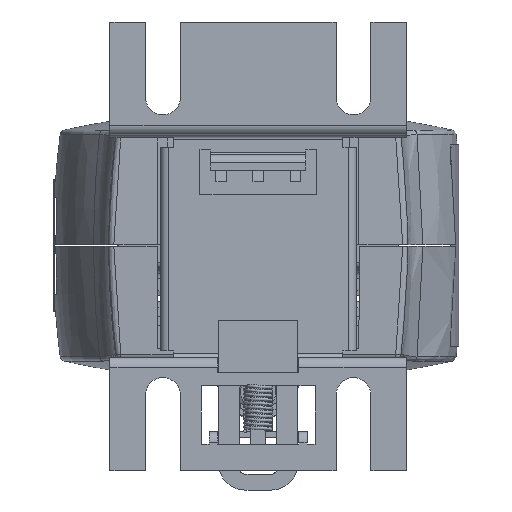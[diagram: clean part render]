
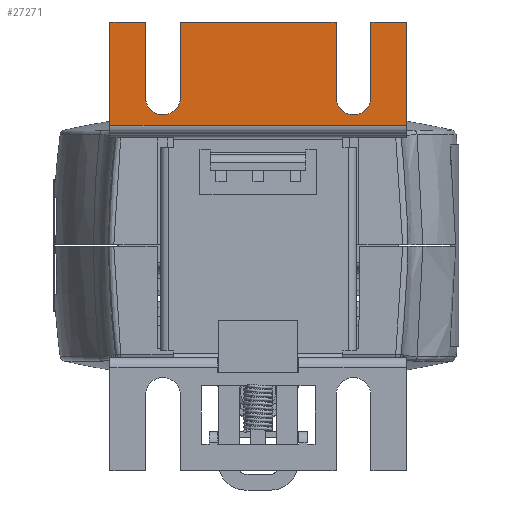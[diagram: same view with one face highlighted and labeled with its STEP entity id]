
A CAD part, front view. The second image highlights one B-rep face of the part: STEP entity #27271.
In plain terms, the highlighted planar face has unit normal (0, -1, 0).
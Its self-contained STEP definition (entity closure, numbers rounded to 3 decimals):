
#15602 = FACE_OUTER_BOUND ( 'NONE', #58213, .T. ) ;
#15744 = PLANE ( 'NONE',  #100340 ) ;
#15750 = CARTESIAN_POINT ( 'NONE',  ( -18., -44.024, -33.018 ) ) ;
#15786 = DIRECTION ( 'NONE',  ( 0., 1., 0. ) ) ;
#15805 = DIRECTION ( 'NONE',  ( 0., 0., 1. ) ) ;
#27271 = ADVANCED_FACE ( 'NONE', ( #15602 ), #15744, .F. ) ;
#43713 = AXIS2_PLACEMENT_3D ( 'NONE', #77501, #77521, #77523 ) ;
#43714 = AXIS2_PLACEMENT_3D ( 'NONE', #77487, #77465, #77537 ) ;
#46853 = CARTESIAN_POINT ( 'NONE',  ( 28., -44.024, 22.695 ) ) ;
#46896 = CARTESIAN_POINT ( 'NONE',  ( 21.3, -44.024, 27.982 ) ) ;
#46916 = CARTESIAN_POINT ( 'NONE',  ( -28., -44.024, 22.695 ) ) ;
#46946 = CARTESIAN_POINT ( 'NONE',  ( -28., -44.024, 42.232 ) ) ;
#46947 = CARTESIAN_POINT ( 'NONE',  ( -14.7, -44.024, 27.982 ) ) ;
#46982 = CARTESIAN_POINT ( 'NONE',  ( 14.7, -44.024, 42.232 ) ) ;
#46996 = CARTESIAN_POINT ( 'NONE',  ( -21.3, -44.024, 42.232 ) ) ;
#49608 = CARTESIAN_POINT ( 'NONE',  ( -14.7, -44.024, 42.232 ) ) ;
#49636 = CARTESIAN_POINT ( 'NONE',  ( 21.3, -44.024, 42.232 ) ) ;
#49655 = CARTESIAN_POINT ( 'NONE',  ( 28., -44.024, 42.232 ) ) ;
#49657 = CARTESIAN_POINT ( 'NONE',  ( 14.7, -44.024, 27.982 ) ) ;
#49680 = CARTESIAN_POINT ( 'NONE',  ( -21.3, -44.024, 27.982 ) ) ;
#55982 = EDGE_CURVE ( 'NONE', #104523, #102170, #76116, .T. ) ;
#55987 = EDGE_CURVE ( 'NONE', #102170, #104497, #76158, .T. ) ;
#55990 = EDGE_CURVE ( 'NONE', #104497, #102157, #76150, .T. ) ;
#55997 = EDGE_CURVE ( 'NONE', #102229, #104500, #76172, .T. ) ;
#55999 = EDGE_CURVE ( 'NONE', #104500, #102263, #76203, .T. ) ;
#56013 = EDGE_CURVE ( 'NONE', #102263, #104523, #76171, .T. ) ;
#56017 = EDGE_CURVE ( 'NONE', #104519, #104495, #76179, .T. ) ;
#56024 = EDGE_CURVE ( 'NONE', #104495, #102229, #76205, .T. ) ;
#56042 = EDGE_CURVE ( 'NONE', #102157, #102195, #76215, .T. ) ;
#56045 = EDGE_CURVE ( 'NONE', #102195, #102197, #76228, .T. ) ;
#56052 = EDGE_CURVE ( 'NONE', #102149, #102197, #76230, .T. ) ;
#56089 = EDGE_CURVE ( 'NONE', #102149, #104519, #76352, .T. ) ;
#57212 = ORIENTED_EDGE ( 'NONE', *, *, #56052, .F. ) ;
#57216 = ORIENTED_EDGE ( 'NONE', *, *, #55997, .T. ) ;
#57257 = ORIENTED_EDGE ( 'NONE', *, *, #56089, .T. ) ;
#57267 = ORIENTED_EDGE ( 'NONE', *, *, #56024, .T. ) ;
#57283 = ORIENTED_EDGE ( 'NONE', *, *, #56013, .T. ) ;
#57296 = ORIENTED_EDGE ( 'NONE', *, *, #55999, .T. ) ;
#57302 = ORIENTED_EDGE ( 'NONE', *, *, #56017, .T. ) ;
#57307 = ORIENTED_EDGE ( 'NONE', *, *, #56045, .T. ) ;
#57325 = ORIENTED_EDGE ( 'NONE', *, *, #55987, .T. ) ;
#57326 = ORIENTED_EDGE ( 'NONE', *, *, #56042, .T. ) ;
#57358 = ORIENTED_EDGE ( 'NONE', *, *, #55982, .T. ) ;
#57368 = ORIENTED_EDGE ( 'NONE', *, *, #55990, .T. ) ;
#58213 = EDGE_LOOP ( 'NONE', ( #57212, #57257, #57302, #57267, #57216, #57296, #57283, #57358, #57325, #57368, #57326, #57307 ) ) ;
#76116 = LINE ( 'NONE', #77435, #76117 ) ;
#76117 = VECTOR ( 'NONE', #77454, 1000. ) ;
#76150 = LINE ( 'NONE', #77505, #76191 ) ;
#76158 = CIRCLE ( 'NONE', #43713, 3.3 ) ;
#76165 = VECTOR ( 'NONE', #77577, 1000. ) ;
#76171 = LINE ( 'NONE', #77581, #76190 ) ;
#76172 = CIRCLE ( 'NONE', #43714, 3.3 ) ;
#76179 = LINE ( 'NONE', #77572, #76165 ) ;
#76190 = VECTOR ( 'NONE', #77636, 1000. ) ;
#76191 = VECTOR ( 'NONE', #77460, 1000. ) ;
#76193 = VECTOR ( 'NONE', #77648, 1000. ) ;
#76198 = VECTOR ( 'NONE', #77450, 1000. ) ;
#76203 = LINE ( 'NONE', #77542, #76198 ) ;
#76205 = LINE ( 'NONE', #77686, #76193 ) ;
#76215 = LINE ( 'NONE', #77838, #76216 ) ;
#76216 = VECTOR ( 'NONE', #77818, 1000. ) ;
#76228 = LINE ( 'NONE', #77824, #76231 ) ;
#76230 = LINE ( 'NONE', #77762, #76251 ) ;
#76231 = VECTOR ( 'NONE', #77812, 1000. ) ;
#76251 = VECTOR ( 'NONE', #77777, 1000. ) ;
#76352 = LINE ( 'NONE', #78026, #76353 ) ;
#76353 = VECTOR ( 'NONE', #78028, 1000. ) ;
#77435 = CARTESIAN_POINT ( 'NONE',  ( -14.7, -44.024, 27.982 ) ) ;
#77450 = DIRECTION ( 'NONE',  ( 0., 0., 1. ) ) ;
#77454 = DIRECTION ( 'NONE',  ( 0., 0., -1. ) ) ;
#77460 = DIRECTION ( 'NONE',  ( 0., 0., 1. ) ) ;
#77465 = DIRECTION ( 'NONE',  ( 0., 1., 0. ) ) ;
#77487 = CARTESIAN_POINT ( 'NONE',  ( 18., -44.024, 27.982 ) ) ;
#77501 = CARTESIAN_POINT ( 'NONE',  ( -18., -44.024, 27.982 ) ) ;
#77505 = CARTESIAN_POINT ( 'NONE',  ( -21.3, -44.024, 42.232 ) ) ;
#77521 = DIRECTION ( 'NONE',  ( 0., 1., 0. ) ) ;
#77523 = DIRECTION ( 'NONE',  ( 0., 0., -1. ) ) ;
#77537 = DIRECTION ( 'NONE',  ( 0., 0., 1. ) ) ;
#77542 = CARTESIAN_POINT ( 'NONE',  ( 14.7, -44.024, 27.982 ) ) ;
#77572 = CARTESIAN_POINT ( 'NONE',  ( 28., -44.024, 42.232 ) ) ;
#77577 = DIRECTION ( 'NONE',  ( -1., 0., 0. ) ) ;
#77581 = CARTESIAN_POINT ( 'NONE',  ( 14.7, -44.024, 42.232 ) ) ;
#77636 = DIRECTION ( 'NONE',  ( -1., 0., 0. ) ) ;
#77648 = DIRECTION ( 'NONE',  ( 0., 0., -1. ) ) ;
#77686 = CARTESIAN_POINT ( 'NONE',  ( 21.3, -44.024, 42.232 ) ) ;
#77762 = CARTESIAN_POINT ( 'NONE',  ( -18., -44.024, 22.695 ) ) ;
#77777 = DIRECTION ( 'NONE',  ( -1., 0., 0. ) ) ;
#77812 = DIRECTION ( 'NONE',  ( 0., 0., -1. ) ) ;
#77818 = DIRECTION ( 'NONE',  ( -1., 0., 0. ) ) ;
#77824 = CARTESIAN_POINT ( 'NONE',  ( -28., -44.024, 42.232 ) ) ;
#77838 = CARTESIAN_POINT ( 'NONE',  ( -28., -44.024, 42.232 ) ) ;
#78026 = CARTESIAN_POINT ( 'NONE',  ( 28., -44.024, 42.232 ) ) ;
#78028 = DIRECTION ( 'NONE',  ( 0., 0., 1. ) ) ;
#100340 = AXIS2_PLACEMENT_3D ( 'NONE', #15750, #15786, #15805 ) ;
#102149 = VERTEX_POINT ( 'NONE', #46853 ) ;
#102157 = VERTEX_POINT ( 'NONE', #46996 ) ;
#102170 = VERTEX_POINT ( 'NONE', #46947 ) ;
#102195 = VERTEX_POINT ( 'NONE', #46946 ) ;
#102197 = VERTEX_POINT ( 'NONE', #46916 ) ;
#102229 = VERTEX_POINT ( 'NONE', #46896 ) ;
#102263 = VERTEX_POINT ( 'NONE', #46982 ) ;
#104495 = VERTEX_POINT ( 'NONE', #49636 ) ;
#104497 = VERTEX_POINT ( 'NONE', #49680 ) ;
#104500 = VERTEX_POINT ( 'NONE', #49657 ) ;
#104519 = VERTEX_POINT ( 'NONE', #49655 ) ;
#104523 = VERTEX_POINT ( 'NONE', #49608 ) ;
